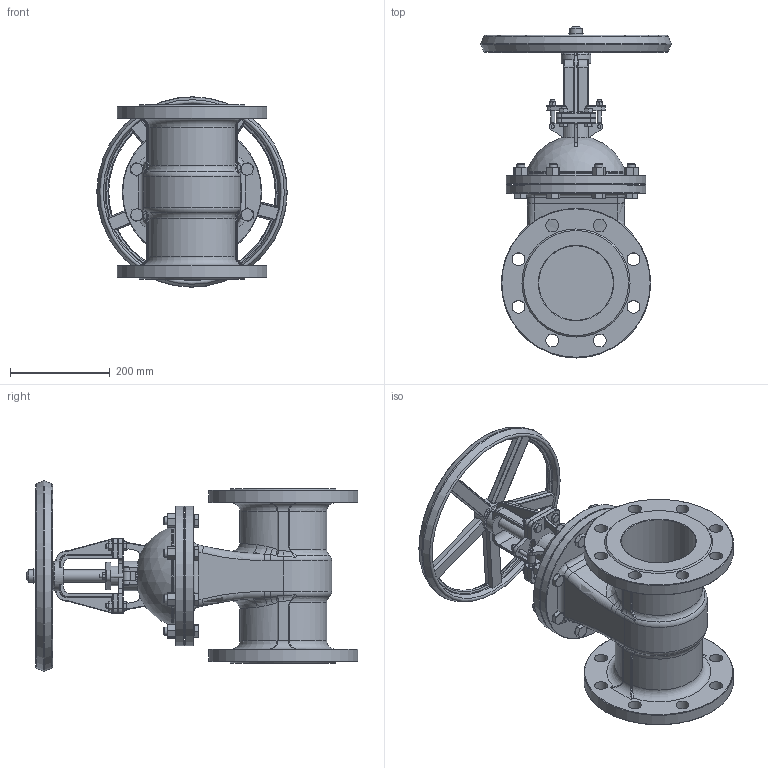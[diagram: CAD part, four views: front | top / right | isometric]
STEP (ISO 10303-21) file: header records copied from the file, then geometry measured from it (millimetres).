
FILE_DESCRIPTION(/* description */ (''),/* implementation_level */ '2;1');
FILE_NAME(/* name */ 'DN150_3D_STEP.stp',/* time_stamp */ '2024-02-08T23:22:23+03:00',/* author */ ('igorr'),/* organization */ (''),/* preprocessor_version */ 'ST-DEVELOPER v19.2',/* originating_system */ 'Autodesk Inventor 2023',/* authorisation */ '');
FILE_SCHEMA (('AUTOMOTIVE_DESIGN { 1 0 10303 214 3 1 1 }'));
Length unit declared in the file: millimetre
Products named in the file (8): Сборка; Деталь1; Деталь2; ANSI B18.2.4.2M - M16x2; AS 1110 - M16 x 60; AS 1110 - M10 x 35; ANSI B18.2.4.2M - M10x1,5; ANSI B18.2.4.2M - M8x1,25
Assembly tree (28 placements, depth 2):
  Сборка
    Деталь1
    Деталь2
    ANSI B18.2.4.2M - M16x2  x8
    AS 1110 - M16 x 60  x8
    AS 1110 - M10 x 35  x4
    ANSI B18.2.4.2M - M10x1,5  x4
    ANSI B18.2.4.2M - M8x1,25  x2
Bounding box: 382.57 x 666.5 x 382.57 mm (x, y, z)
Volume: 14346274.4 mm3; surface area: 1207168.7 mm2
Topology: 32 solids, 32 shells, 1316 faces, 3130 edges, 1884 vertices
Faces by surface type: plane 496, cone 309, cylinder 280, bspline 135, torus 91, sphere 5
Full cylindrical faces by diameter (mm): 6.647 x2, 7 x4, 8 x4, 8.376 x4, 10 x16, 13.835 x8, 15 x2, 16 x28, 24 x8, 25 x2, 26 x16, 30 x2, 40 x1, 50 x2, 60 x2, 150 x2, 200 x2, 280 x2, 300 x2
Entity records: 30520 total; most frequent: CARTESIAN_POINT 10324, ORIENTED_EDGE 4092, DIRECTION 3888, EDGE_CURVE 2046, AXIS2_PLACEMENT_3D 1578, VERTEX_POINT 1264, EDGE_LOOP 950, FACE_OUTER_BOUND 823
